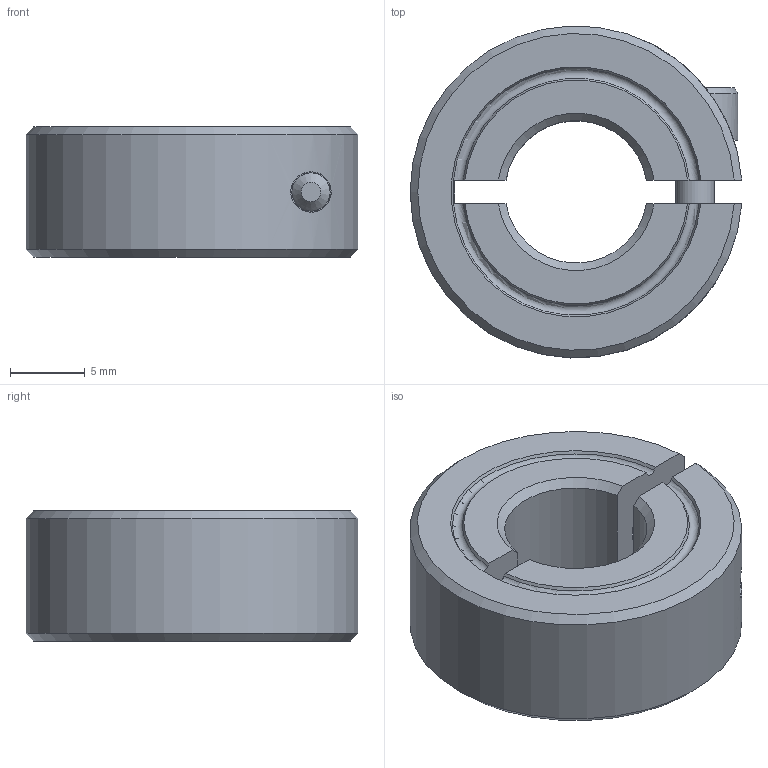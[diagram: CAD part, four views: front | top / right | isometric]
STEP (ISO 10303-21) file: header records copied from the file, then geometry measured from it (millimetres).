
FILE_DESCRIPTION(/* description */ (''),/* implementation_level */ '2;1');
FILE_NAME(/* name */ 'MISC_ShaftCollar_CL-6-A.ipt.stp',/* time_stamp */ '2016-01-07T16:45:42-08:00',/* author */ ('Autodesk Inc.'),/* organization */ ('Autodesk Inc.'),/* preprocessor_version */ 'ST-DEVELOPER v16.1',/* originating_system */ 'Autodesk Inventor 2016',/* authorisation */ '');
FILE_SCHEMA (('AUTOMOTIVE_DESIGN { 1 0 10303 214 3 1 1 }'));
Length unit declared in the file: inch
Products named in the file (1): MISC_ShaftCollar_CL-6-A
Bounding box: 22.2 x 22.21 x 8.71 mm (x, y, z)
Volume: 2523.2 mm3; surface area: 1852.6 mm2
Topology: 1 solids, 1 shells, 41 faces, 105 edges, 70 vertices
Faces by surface type: plane 21, cone 11, cylinder 8, torus 1
Full cylindrical faces by diameter (mm): 2.56 x1, 2.705 x1, 3.658 x1, 5.74 x1
Entity records: 1468 total; most frequent: CARTESIAN_POINT 423, ORIENTED_EDGE 196, DIRECTION 192, EDGE_CURVE 98, AXIS2_PLACEMENT_3D 73, VERTEX_POINT 69, EDGE_LOOP 53, LINE 46
